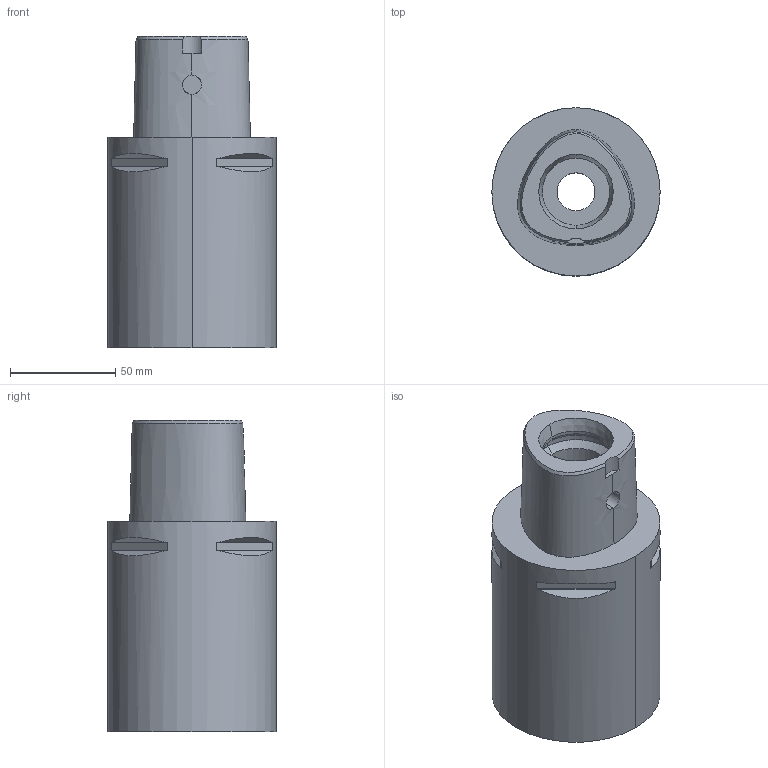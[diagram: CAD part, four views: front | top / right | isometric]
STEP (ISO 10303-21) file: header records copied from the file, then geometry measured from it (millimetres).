
FILE_DESCRIPTION((''),'2;1');
FILE_NAME('C8-C8-100','2019-02-08T',('ykawabe'),(''),'CREO PARAMETRIC BY PTC INC, 2016380','CREO PARAMETRIC BY PTC INC, 2016380','');
FILE_SCHEMA(('AUTOMOTIVE_DESIGN { 1 0 10303 214 1 1 1 1 }'));
Length unit declared in the file: millimetre
Products named in the file (1): C8-C8-100
Bounding box: 80 x 80 x 148 mm (x, y, z)
Volume: 438500.6 mm3; surface area: 60086 mm2
Topology: 1 solids, 1 shells, 57 faces, 130 edges, 81 vertices
Faces by surface type: plane 28, cylinder 17, bspline 6, cone 4, torus 2
Entity records: 3569 total; most frequent: CARTESIAN_POINT 1781, DIRECTION 260, ORIENTED_EDGE 260, PRESENTATION_STYLE_ASSIGNMENT 135, STYLED_ITEM 135, CURVE_STYLE 134, EDGE_CURVE 130, AXIS2_PLACEMENT_3D 104
